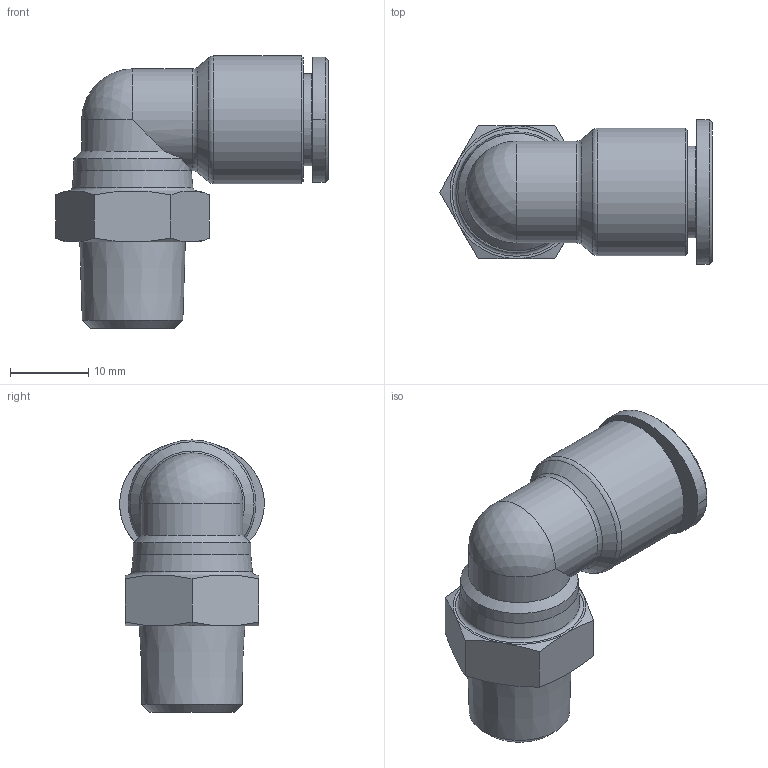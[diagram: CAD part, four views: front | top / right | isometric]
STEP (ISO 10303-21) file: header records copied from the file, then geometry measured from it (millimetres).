
FILE_DESCRIPTION(/* description */ (''),/* implementation_level */ '2;1');
FILE_NAME(/* name */ 'iqsl_1410.stp',/* time_stamp */ '2016-09-08T14:06:14+02:00',/* author */ ('leitheußer'),/* organization */ (''),/* preprocessor_version */ 'ST-DEVELOPER v15.6',/* originating_system */ 'Autodesk Inventor LT ',/* authorisation */ '');
FILE_SCHEMA (('AUTOMOTIVE_DESIGN { 1 0 10303 214 3 1 1 }'));
Length unit declared in the file: millimetre
Products named in the file (1): GPL 1002(3D)
Bounding box: 34.81 x 18.5 x 34.75 mm (x, y, z)
Volume: 6620.8 mm3; surface area: 4043 mm2
Topology: 1 solids, 1 shells, 431 faces, 1214 edges, 802 vertices
Faces by surface type: plane 390, cone 21, cylinder 8, bspline 8, torus 3, sphere 1
Full cylindrical faces by diameter (mm): 8 x1, 10.2 x1, 11.7 x1, 13 x1, 15 x1, 16.3 x1
Entity records: 13861 total; most frequent: CARTESIAN_POINT 2866, ORIENTED_EDGE 2390, DIRECTION 2046, EDGE_CURVE 1195, LINE 1110, VECTOR 1110, VERTEX_POINT 799, AXIS2_PLACEMENT_3D 468
